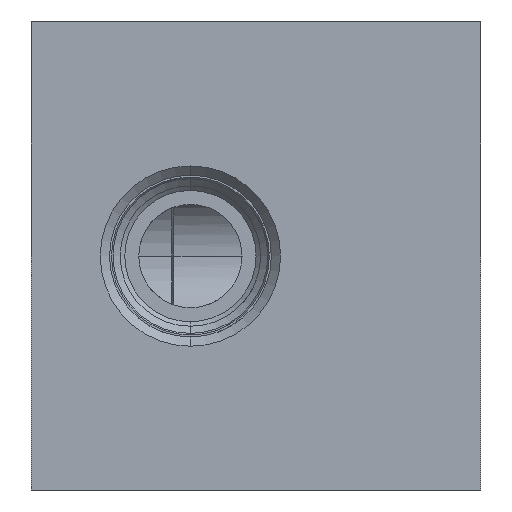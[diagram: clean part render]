
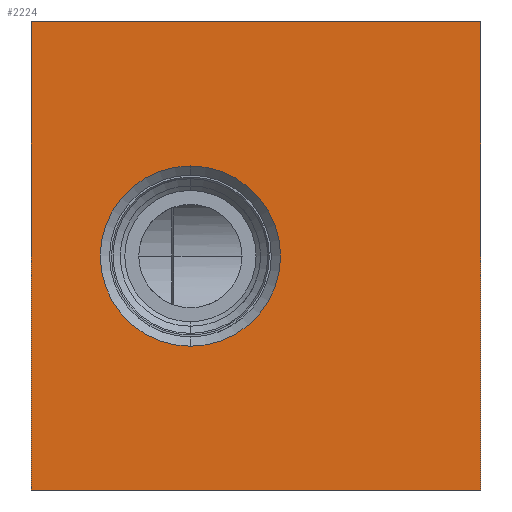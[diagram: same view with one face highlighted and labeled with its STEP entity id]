
A CAD part, left-side view. The second image highlights one B-rep face of the part: STEP entity #2224.
In plain terms, the highlighted planar face has unit normal (-1, 0, 0).
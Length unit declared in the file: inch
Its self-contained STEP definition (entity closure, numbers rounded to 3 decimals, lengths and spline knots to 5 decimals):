
#1=DIRECTION('',(0.,-1.,0.));
#2=VECTOR('',#1,3.);
#3=CARTESIAN_POINT('',(0.,0.,0.));
#4=LINE('',#3,#2);
#37=DIRECTION('',(0.,0.,1.));
#38=VECTOR('',#37,3.125);
#39=CARTESIAN_POINT('',(0.,0.,0.));
#40=LINE('',#39,#38);
#41=CARTESIAN_POINT('',(0.,-1.062,1.562));
#42=DIRECTION('',(1.,0.,0.));
#43=DIRECTION('',(0.,0.,-1.));
#44=AXIS2_PLACEMENT_3D('',#41,#42,#43);
#46=CARTESIAN_POINT('',(0.,-1.062,1.562));
#47=DIRECTION('',(1.,0.,0.));
#48=DIRECTION('',(0.,0.,1.));
#49=AXIS2_PLACEMENT_3D('',#46,#47,#48);
#89=DIRECTION('',(0.,0.,1.));
#90=VECTOR('',#89,3.125);
#91=CARTESIAN_POINT('',(0.,-3.,0.));
#92=LINE('',#91,#90);
#113=DIRECTION('',(0.,-1.,0.));
#114=VECTOR('',#113,3.);
#115=CARTESIAN_POINT('',(0.,0.,3.125));
#116=LINE('',#115,#114);
#1878=CARTESIAN_POINT('',(0.,0.,0.));
#1879=CARTESIAN_POINT('',(0.,-3.,0.));
#1880=VERTEX_POINT('',#1878);
#1881=VERTEX_POINT('',#1879);
#1886=CARTESIAN_POINT('',(0.,0.,3.125));
#1887=CARTESIAN_POINT('',(0.,-3.,3.125));
#1888=VERTEX_POINT('',#1886);
#1889=VERTEX_POINT('',#1887);
#2154=CARTESIAN_POINT('',(0.,-1.062,2.164));
#2155=VERTEX_POINT('',#2154);
#2156=CARTESIAN_POINT('',(0.,-1.062,0.96));
#2157=VERTEX_POINT('',#2156);
#2204=CARTESIAN_POINT('',(0.,0.,0.));
#2205=DIRECTION('',(-1.,0.,0.));
#2206=DIRECTION('',(0.,-1.,0.));
#2207=AXIS2_PLACEMENT_3D('',#2204,#2205,#2206);
#2208=PLANE('',#2207);
#2209=ORIENTED_EDGE('',*,*,#2181,.F.);
#2211=ORIENTED_EDGE('',*,*,#2210,.T.);
#2213=ORIENTED_EDGE('',*,*,#2212,.T.);
#2215=ORIENTED_EDGE('',*,*,#2214,.F.);
#2216=EDGE_LOOP('',(#2209,#2211,#2213,#2215));
#2217=FACE_OUTER_BOUND('',#2216,.F.);
#2219=ORIENTED_EDGE('',*,*,#2218,.F.);
#2221=ORIENTED_EDGE('',*,*,#2220,.F.);
#2222=EDGE_LOOP('',(#2219,#2221));
#2223=FACE_BOUND('',#2222,.F.);
#2224=ADVANCED_FACE('',(#2217,#2223),#2208,.T.);
#45=CIRCLE('',#44,0.602);
#50=CIRCLE('',#49,0.602);
#2181=EDGE_CURVE('',#1880,#1881,#4,.T.);
#2210=EDGE_CURVE('',#1880,#1888,#40,.T.);
#2212=EDGE_CURVE('',#1888,#1889,#116,.T.);
#2214=EDGE_CURVE('',#1881,#1889,#92,.T.);
#2218=EDGE_CURVE('',#2157,#2155,#45,.T.);
#2220=EDGE_CURVE('',#2155,#2157,#50,.T.);
